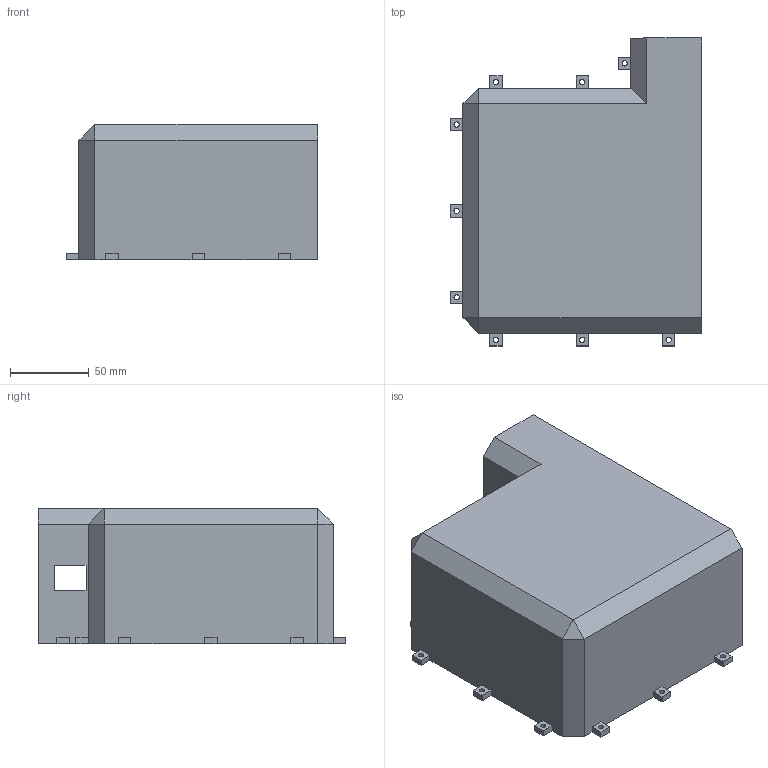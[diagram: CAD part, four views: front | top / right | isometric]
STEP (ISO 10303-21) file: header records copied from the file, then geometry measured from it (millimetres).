
FILE_DESCRIPTION(('FreeCAD Model'),'2;1');
FILE_NAME('Open CASCADE Shape Model','2024-05-15T22:55:59',(''),(''), 'Open CASCADE STEP processor 7.7','FreeCAD','Unknown');
FILE_SCHEMA(('AUTOMOTIVE_DESIGN { 1 0 10303 214 1 1 1 1 }'));
Length unit declared in the file: millimetre
Products named in the file (1): cover_part
Bounding box: 160 x 196 x 86 mm (x, y, z)
Volume: 246839.5 mm3; surface area: 121389.6 mm2
Topology: 1 solids, 1 shells, 101 faces, 253 edges, 158 vertices
Faces by surface type: plane 90, cylinder 11
Full cylindrical faces by diameter (mm): 3.4 x9, 4.4 x2
Entity records: 2995 total; most frequent: CARTESIAN_POINT 513, ORIENTED_EDGE 506, DIRECTION 479, EDGE_CURVE 253, LINE 231, VECTOR 231, VERTEX_POINT 158, FACE_BOUND 125
